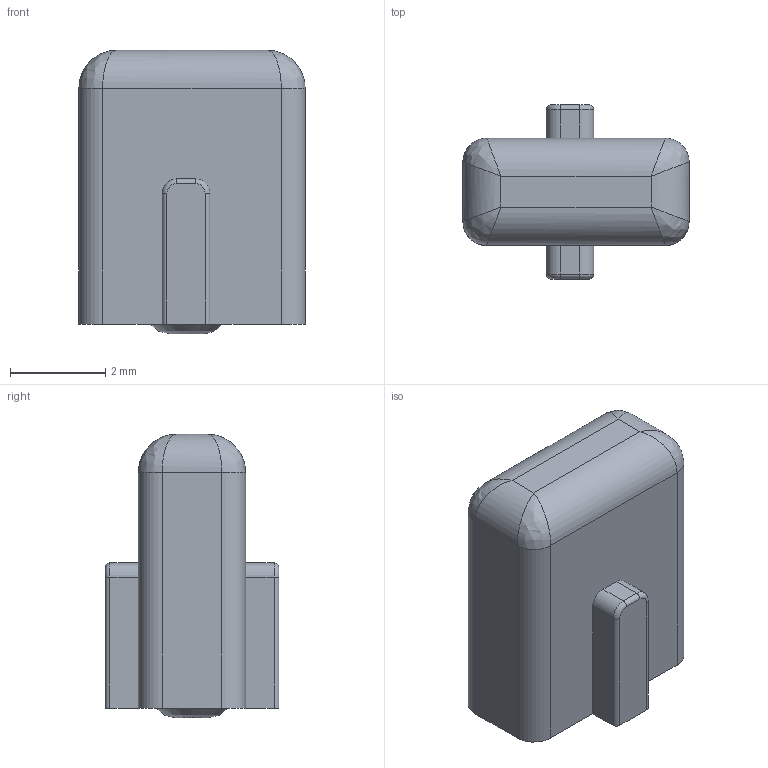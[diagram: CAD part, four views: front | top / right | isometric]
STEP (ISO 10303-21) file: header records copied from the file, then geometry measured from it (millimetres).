
FILE_DESCRIPTION(/* description */ (''),/* implementation_level */ '2;1');
FILE_NAME(/* name */ 'Button.step',/* time_stamp */ '2023-08-15T00:06:36-07:00',/* author */ (''),/* organization */ (''),/* preprocessor_version */ 'ST-DEVELOPER v19.2',/* originating_system */ 'Autodesk Translation Framework v12.6.0.85',/* authorisation */ '');
FILE_SCHEMA (('AUTOMOTIVE_DESIGN { 1 0 10303 214 3 1 1 }'));
Length unit declared in the file: millimetre
Products named in the file (1): Button
Bounding box: 4.75 x 3.65 x 5.95 mm (x, y, z)
Volume: 63 mm3; surface area: 102.3 mm2
Topology: 1 solids, 1 shells, 42 faces, 101 edges, 58 vertices
Faces by surface type: cylinder 18, plane 15, bspline 5, torus 4
Entity records: 1350 total; most frequent: CARTESIAN_POINT 340, DIRECTION 216, ORIENTED_EDGE 194, EDGE_CURVE 97, AXIS2_PLACEMENT_3D 81, VERTEX_POINT 58, LINE 54, VECTOR 54
